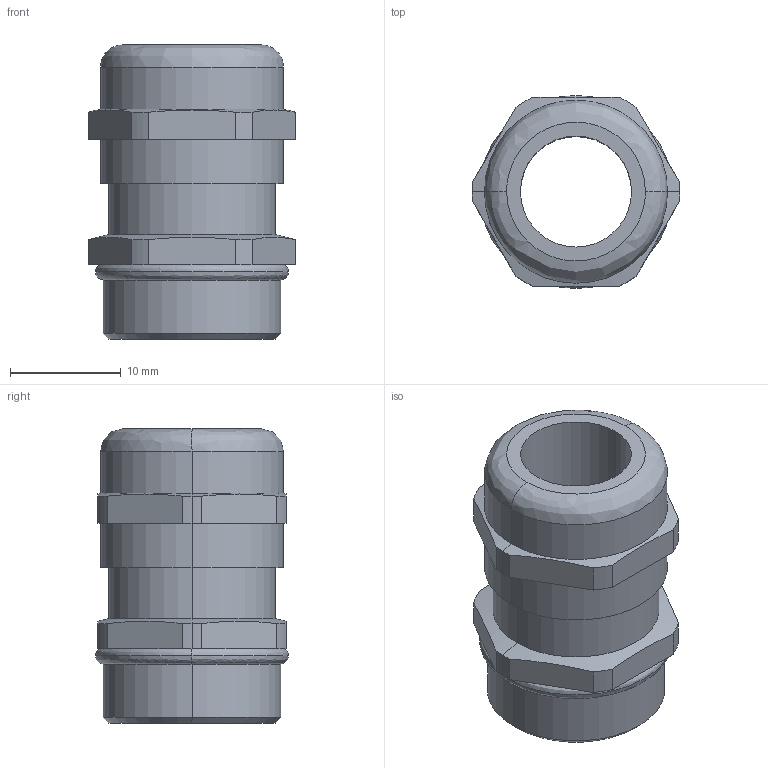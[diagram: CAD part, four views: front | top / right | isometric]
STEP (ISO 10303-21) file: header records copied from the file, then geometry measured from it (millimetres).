
FILE_DESCRIPTION (( 'STEP AP203' ), '1' );
FILE_NAME ('3D_1021070131002_WNA-M16(D5-10)_V1.0.STP', '2017-09-06T12:11:38', ( '微软用户' ), ( '微软中国' ), 'SwSTEP 2.0', 'SolidWorks 2012', '' );
FILE_SCHEMA (( 'CONFIG_CONTROL_DESIGN' ));
Length unit declared in the file: millimetre
Products named in the file (1): 3D_1021070131002_WNA-M16(D5-10)_V1.0
Bounding box: 18.7 x 17.4 x 26.5 mm (x, y, z)
Volume: 3489.4 mm3; surface area: 2614 mm2
Topology: 1 solids, 1 shells, 53 faces, 130 edges, 82 vertices
Faces by surface type: cylinder 24, plane 17, bspline 6, cone 6
Entity records: 1907 total; most frequent: CARTESIAN_POINT 570, DIRECTION 274, ORIENTED_EDGE 260, EDGE_CURVE 130, AXIS2_PLACEMENT_3D 110, VERTEX_POINT 82, CIRCLE 62, EDGE_LOOP 58
